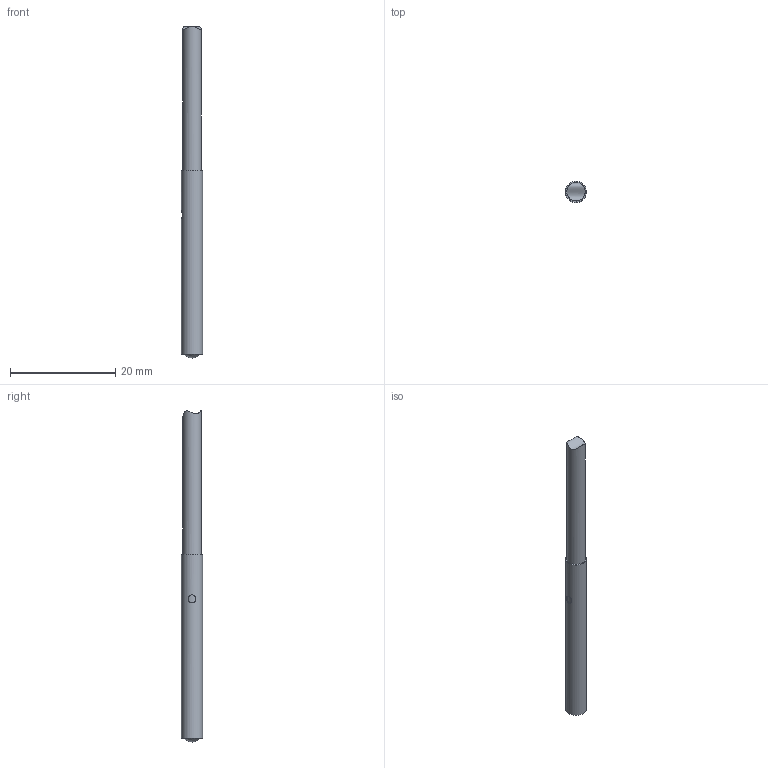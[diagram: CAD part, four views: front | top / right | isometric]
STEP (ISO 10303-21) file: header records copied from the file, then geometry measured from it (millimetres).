
FILE_DESCRIPTION (( 'STEP AP214' ), '1' );
FILE_NAME ('LxR-D04MA-Nxx.STEP', '2018-11-16T21:02:06', ( '' ), ( '' ), 'SwSTEP 2.0', 'SolidWorks 2018', '' );
FILE_SCHEMA (( 'AUTOMOTIVE_DESIGN' ));
Length unit declared in the file: inch
Products named in the file (1): LxR-D04MA-Nxx
Bounding box: 4 x 4 x 63.17 mm (x, y, z)
Volume: 702 mm3; surface area: 773.8 mm2
Topology: 1 solids, 1 shells, 11 faces, 21 edges, 15 vertices
Faces by surface type: cylinder 6, plane 3, bspline 2
Full cylindrical faces by diameter (mm): 1.5 x1, 3.46 x1, 3.5 x1, 3.55 x1, 4 x1
Entity records: 548 total; most frequent: CARTESIAN_POINT 199, DIRECTION 34, ORIENTED_EDGE 20, EDGE_LOOP 20, AXIS2_PLACEMENT_3D 17, FACE_OUTER_BOUND 16, UNCERTAINTY_MEASURE_WITH_UNIT 14, LENGTH_MEASURE_WITH_UNIT 14
